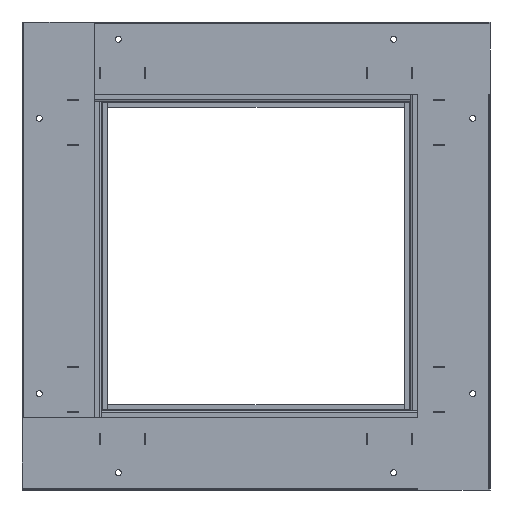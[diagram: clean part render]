
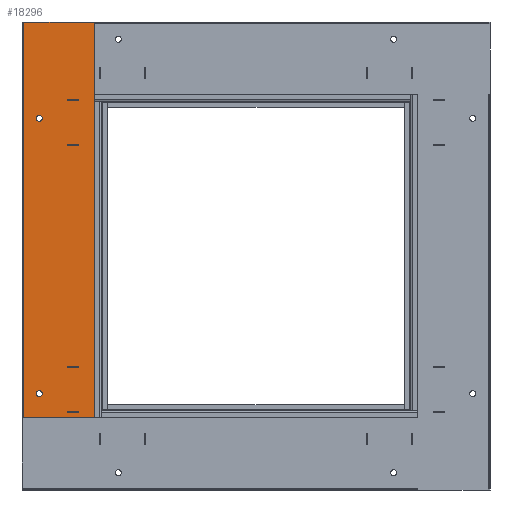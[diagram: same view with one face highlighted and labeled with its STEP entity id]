
A CAD part, front view. The second image highlights one B-rep face of the part: STEP entity #18296.
In plain terms, the highlighted planar face has unit normal (0, -1, 0).
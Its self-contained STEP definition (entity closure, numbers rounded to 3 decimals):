
#18296=ADVANCED_FACE('',(#32418,#32420,#32422,#32424,#32426,#32428,#32430),#32432,
.F.);
#32418=FACE_BOUND('',#32419,.T.);
#32419=EDGE_LOOP('',(#41524,#41525,#41526,#41527,#41528,#41529));
#32420=FACE_BOUND('',#32421,.T.);
#32421=EDGE_LOOP('',(#41530));
#32422=FACE_BOUND('',#32423,.T.);
#32423=EDGE_LOOP('',(#41531));
#32424=FACE_BOUND('',#32425,.T.);
#32425=EDGE_LOOP('',(#41532,#41533,#41534,#41535));
#32426=FACE_BOUND('',#32427,.T.);
#32427=EDGE_LOOP('',(#41536,#41537,#41538,#41539));
#32428=FACE_BOUND('',#32429,.T.);
#32429=EDGE_LOOP('',(#41540,#41541,#41542,#41543));
#32430=FACE_BOUND('',#32431,.T.);
#32431=EDGE_LOOP('',(#41544,#41545,#41546,#41547));
#32432=PLANE('',#32433);
#32433=AXIS2_PLACEMENT_3D('',#32434,#32435,#32436);
#32434=CARTESIAN_POINT('',(-850.,32.,-586.));
#32435=DIRECTION('',(0.,1.,0.));
#32436=DIRECTION('',(0.,0.,1.));
#41524=ORIENTED_EDGE('',*,*,#47248,.T.);
#41525=ORIENTED_EDGE('',*,*,#47197,.F.);
#41526=ORIENTED_EDGE('',*,*,#47249,.T.);
#41527=ORIENTED_EDGE('',*,*,#47191,.F.);
#41528=ORIENTED_EDGE('',*,*,#47157,.F.);
#41529=ORIENTED_EDGE('',*,*,#47202,.F.);
#41530=ORIENTED_EDGE('',*,*,#47228,.T.);
#41531=ORIENTED_EDGE('',*,*,#47227,.T.);
#41532=ORIENTED_EDGE('',*,*,#47219,.T.);
#41533=ORIENTED_EDGE('',*,*,#47226,.T.);
#41534=ORIENTED_EDGE('',*,*,#47224,.T.);
#41535=ORIENTED_EDGE('',*,*,#47222,.T.);
#41536=ORIENTED_EDGE('',*,*,#47176,.T.);
#41537=ORIENTED_EDGE('',*,*,#47173,.T.);
#41538=ORIENTED_EDGE('',*,*,#47171,.T.);
#41539=ORIENTED_EDGE('',*,*,#47189,.T.);
#41540=ORIENTED_EDGE('',*,*,#47211,.T.);
#41541=ORIENTED_EDGE('',*,*,#47218,.T.);
#41542=ORIENTED_EDGE('',*,*,#47216,.T.);
#41543=ORIENTED_EDGE('',*,*,#47214,.T.);
#41544=ORIENTED_EDGE('',*,*,#47203,.T.);
#41545=ORIENTED_EDGE('',*,*,#47210,.T.);
#41546=ORIENTED_EDGE('',*,*,#47208,.T.);
#41547=ORIENTED_EDGE('',*,*,#47206,.T.);
#47157=EDGE_CURVE('',#57614,#57616,#57617,.T.);
#47171=EDGE_CURVE('',#57640,#57638,#57641,.T.);
#47173=EDGE_CURVE('',#57643,#57640,#57644,.T.);
#47176=EDGE_CURVE('',#57647,#57643,#57648,.T.);
#47189=EDGE_CURVE('',#57638,#57647,#57669,.T.);
#47191=EDGE_CURVE('',#57616,#57670,#57672,.T.);
#47197=EDGE_CURVE('',#57680,#57678,#57682,.T.);
#47202=EDGE_CURVE('',#57688,#57614,#57690,.T.);
#47203=EDGE_CURVE('',#57691,#57692,#57693,.T.);
#47206=EDGE_CURVE('',#57696,#57691,#57697,.T.);
#47208=EDGE_CURVE('',#57699,#57696,#57700,.T.);
#47210=EDGE_CURVE('',#57692,#57699,#57702,.T.);
#47211=EDGE_CURVE('',#57703,#57704,#57705,.T.);
#47214=EDGE_CURVE('',#57708,#57703,#57709,.T.);
#47216=EDGE_CURVE('',#57711,#57708,#57712,.T.);
#47218=EDGE_CURVE('',#57704,#57711,#57714,.T.);
#47219=EDGE_CURVE('',#57715,#57716,#57717,.T.);
#47222=EDGE_CURVE('',#57720,#57715,#57721,.T.);
#47224=EDGE_CURVE('',#57723,#57720,#57724,.T.);
#47226=EDGE_CURVE('',#57716,#57723,#57726,.T.);
#47227=EDGE_CURVE('',#57727,#57727,#57728,.F.);
#47228=EDGE_CURVE('',#57729,#57729,#57730,.F.);
#47248=EDGE_CURVE('',#57688,#57678,#57762,.T.);
#47249=EDGE_CURVE('',#57680,#57670,#57763,.T.);
#57614=VERTEX_POINT('',#70581);
#57616=VERTEX_POINT('',#70585);
#57617=LINE('',#70586,#70587);
#57638=VERTEX_POINT('',#70634);
#57640=VERTEX_POINT('',#70638);
#57641=LINE('',#70639,#70640);
#57643=VERTEX_POINT('',#70645);
#57644=LINE('',#70646,#70647);
#57647=VERTEX_POINT('',#70655);
#57648=LINE('',#70656,#70657);
#57669=LINE('',#70704,#70705);
#57670=VERTEX_POINT('',#70707);
#57672=LINE('',#70711,#70712);
#57678=VERTEX_POINT('',#70727);
#57680=VERTEX_POINT('',#70731);
#57682=LINE('',#70735,#70736);
#57688=VERTEX_POINT('',#70751);
#57690=LINE('',#70755,#70756);
#57691=VERTEX_POINT('',#70758);
#57692=VERTEX_POINT('',#70759);
#57693=LINE('',#70760,#70761);
#57696=VERTEX_POINT('',#70769);
#57697=LINE('',#70770,#70771);
#57699=VERTEX_POINT('',#70776);
#57700=LINE('',#70777,#70778);
#57702=LINE('',#70783,#70784);
#57703=VERTEX_POINT('',#70786);
#57704=VERTEX_POINT('',#70787);
#57705=LINE('',#70788,#70789);
#57708=VERTEX_POINT('',#70797);
#57709=LINE('',#70798,#70799);
#57711=VERTEX_POINT('',#70804);
#57712=LINE('',#70805,#70806);
#57714=LINE('',#70811,#70812);
#57715=VERTEX_POINT('',#70814);
#57716=VERTEX_POINT('',#70815);
#57717=LINE('',#70816,#70817);
#57720=VERTEX_POINT('',#70825);
#57721=LINE('',#70826,#70827);
#57723=VERTEX_POINT('',#70832);
#57724=LINE('',#70833,#70834);
#57726=LINE('',#70839,#70840);
#57727=VERTEX_POINT('',#70842);
#57728=CIRCLE('',#70843,11.);
#57729=VERTEX_POINT('',#70847);
#57730=CIRCLE('',#70848,11.);
#57762=LINE('',#70980,#70981);
#57763=LINE('',#70983,#70984);
#70581=CARTESIAN_POINT('',(-587.5,32.,850.));
#70585=CARTESIAN_POINT('',(-587.5,32.,561.5));
#70586=CARTESIAN_POINT('',(-587.5,32.,850.));
#70587=VECTOR('',#70588,1.);
#70588=DIRECTION('',(0.,0.,-1.));
#70634=CARTESIAN_POINT('',(-684.45,32.,403.25));
#70638=CARTESIAN_POINT('',(-684.45,32.,399.75));
#70639=CARTESIAN_POINT('',(-684.45,32.,399.75));
#70640=VECTOR('',#70641,1.);
#70641=DIRECTION('',(0.,0.,1.));
#70645=CARTESIAN_POINT('',(-643.95,32.,399.75));
#70646=CARTESIAN_POINT('',(-643.95,32.,399.75));
#70647=VECTOR('',#70648,1.);
#70648=DIRECTION('',(-1.,0.,0.));
#70655=CARTESIAN_POINT('',(-643.95,32.,403.25));
#70656=CARTESIAN_POINT('',(-643.95,32.,403.25));
#70657=VECTOR('',#70658,1.);
#70658=DIRECTION('',(0.,0.,-1.));
#70704=CARTESIAN_POINT('',(-684.45,32.,403.25));
#70705=VECTOR('',#70706,1.);
#70706=DIRECTION('',(1.,0.,0.));
#70707=CARTESIAN_POINT('',(-568.2,32.,561.5));
#70711=CARTESIAN_POINT('',(-587.5,32.,561.5));
#70712=VECTOR('',#70713,1.);
#70713=DIRECTION('',(1.,0.,0.));
#70727=CARTESIAN_POINT('',(-843.3,32.,-587.5));
#70731=CARTESIAN_POINT('',(-568.2,32.,-587.5));
#70735=CARTESIAN_POINT('',(-568.2,32.,-587.5));
#70736=VECTOR('',#70737,1.);
#70737=DIRECTION('',(-1.,0.,0.));
#70751=CARTESIAN_POINT('',(-843.3,32.,850.));
#70755=CARTESIAN_POINT('',(-843.3,32.,850.));
#70756=VECTOR('',#70757,1.);
#70757=DIRECTION('',(1.,0.,0.));
#70758=CARTESIAN_POINT('',(-684.45,32.,564.75));
#70759=CARTESIAN_POINT('',(-684.45,32.,568.25));
#70760=CARTESIAN_POINT('',(-684.45,32.,564.75));
#70761=VECTOR('',#70762,1.);
#70762=DIRECTION('',(0.,0.,1.));
#70769=CARTESIAN_POINT('',(-643.95,32.,564.75));
#70770=CARTESIAN_POINT('',(-643.95,32.,564.75));
#70771=VECTOR('',#70772,1.);
#70772=DIRECTION('',(-1.,0.,0.));
#70776=CARTESIAN_POINT('',(-643.95,32.,568.25));
#70777=CARTESIAN_POINT('',(-643.95,32.,568.25));
#70778=VECTOR('',#70779,1.);
#70779=DIRECTION('',(0.,0.,-1.));
#70783=CARTESIAN_POINT('',(-684.45,32.,568.25));
#70784=VECTOR('',#70785,1.);
#70785=DIRECTION('',(1.,0.,0.));
#70786=CARTESIAN_POINT('',(-684.45,32.,-564.75));
#70787=CARTESIAN_POINT('',(-643.95,32.,-564.75));
#70788=CARTESIAN_POINT('',(-684.45,32.,-564.75));
#70789=VECTOR('',#70790,1.);
#70790=DIRECTION('',(1.,0.,0.));
#70797=CARTESIAN_POINT('',(-684.45,32.,-568.25));
#70798=CARTESIAN_POINT('',(-684.45,32.,-568.25));
#70799=VECTOR('',#70800,1.);
#70800=DIRECTION('',(0.,0.,1.));
#70804=CARTESIAN_POINT('',(-643.95,32.,-568.25));
#70805=CARTESIAN_POINT('',(-643.95,32.,-568.25));
#70806=VECTOR('',#70807,1.);
#70807=DIRECTION('',(-1.,0.,0.));
#70811=CARTESIAN_POINT('',(-643.95,32.,-564.75));
#70812=VECTOR('',#70813,1.);
#70813=DIRECTION('',(0.,0.,-1.));
#70814=CARTESIAN_POINT('',(-643.95,32.,-399.75));
#70815=CARTESIAN_POINT('',(-643.95,32.,-403.25));
#70816=CARTESIAN_POINT('',(-643.95,32.,-399.75));
#70817=VECTOR('',#70818,1.);
#70818=DIRECTION('',(0.,0.,-1.));
#70825=CARTESIAN_POINT('',(-684.45,32.,-399.75));
#70826=CARTESIAN_POINT('',(-684.45,32.,-399.75));
#70827=VECTOR('',#70828,1.);
#70828=DIRECTION('',(1.,0.,0.));
#70832=CARTESIAN_POINT('',(-684.45,32.,-403.25));
#70833=CARTESIAN_POINT('',(-684.45,32.,-403.25));
#70834=VECTOR('',#70835,1.);
#70835=DIRECTION('',(0.,0.,1.));
#70839=CARTESIAN_POINT('',(-643.95,32.,-403.25));
#70840=VECTOR('',#70841,1.);
#70841=DIRECTION('',(-1.,0.,0.));
#70842=CARTESIAN_POINT('',(-776.5,32.,500.));
#70843=AXIS2_PLACEMENT_3D('',#70844,#70845,#70846);
#70844=CARTESIAN_POINT('',(-787.5,32.,500.));
#70845=DIRECTION('',(0.,-1.,-0.));
#70846=DIRECTION('',(1.,0.,0.));
#70847=CARTESIAN_POINT('',(-776.5,32.,-500.));
#70848=AXIS2_PLACEMENT_3D('',#70849,#70850,#70851);
#70849=CARTESIAN_POINT('',(-787.5,32.,-500.));
#70850=DIRECTION('',(0.,-1.,-0.));
#70851=DIRECTION('',(1.,0.,0.));
#70980=CARTESIAN_POINT('',(-843.3,32.,850.));
#70981=VECTOR('',#70982,1.);
#70982=DIRECTION('',(0.,0.,-1.));
#70983=CARTESIAN_POINT('',(-568.2,32.,-587.5));
#70984=VECTOR('',#70985,1.);
#70985=DIRECTION('',(0.,0.,1.));
